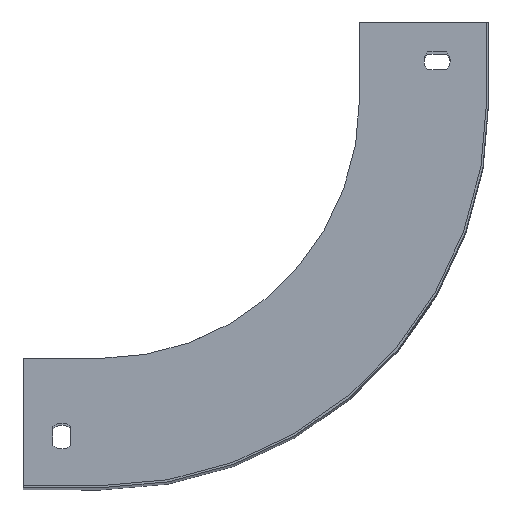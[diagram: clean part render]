
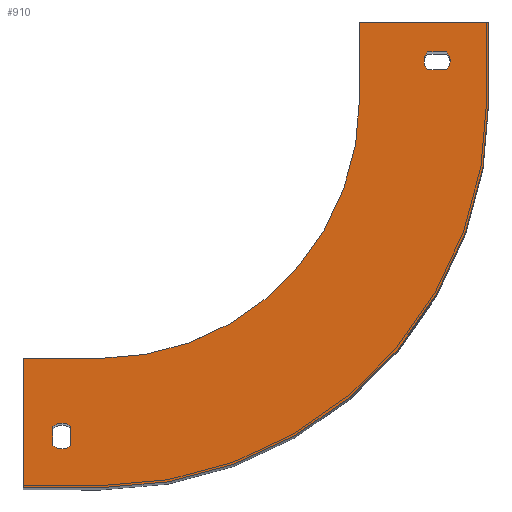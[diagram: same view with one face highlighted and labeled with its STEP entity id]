
A CAD part, top view. The second image highlights one B-rep face of the part: STEP entity #910.
In plain terms, the highlighted planar face has unit normal (0, 0, 1).
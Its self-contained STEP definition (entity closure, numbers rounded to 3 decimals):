
#48 = ORIENTED_EDGE ( 'NONE', *, *, #851, .T. ) ;
#182 = LINE ( 'NONE', #347, #188 ) ;
#188 = VECTOR ( 'NONE', #338, 1000. ) ;
#204 = CIRCLE ( 'NONE', #806, 5. ) ;
#214 = LINE ( 'NONE', #1257, #217 ) ;
#216 = CIRCLE ( 'NONE', #810, 150. ) ;
#217 = VECTOR ( 'NONE', #1254, 1000. ) ;
#219 = LINE ( 'NONE', #1229, #222 ) ;
#221 = LINE ( 'NONE', #1269, #224 ) ;
#222 = VECTOR ( 'NONE', #1223, 1000. ) ;
#223 = LINE ( 'NONE', #1267, #226 ) ;
#224 = VECTOR ( 'NONE', #1268, 1000. ) ;
#225 = CIRCLE ( 'NONE', #809, 100. ) ;
#226 = VECTOR ( 'NONE', #1266, 1000. ) ;
#227 = LINE ( 'NONE', #1251, #229 ) ;
#228 = CIRCLE ( 'NONE', #808, 5. ) ;
#229 = VECTOR ( 'NONE', #1246, 1000. ) ;
#230 = LINE ( 'NONE', #1265, #232 ) ;
#231 = CIRCLE ( 'NONE', #807, 5. ) ;
#232 = VECTOR ( 'NONE', #1263, 1000. ) ;
#233 = LINE ( 'NONE', #1259, #235 ) ;
#234 = LINE ( 'NONE', #1247, #237 ) ;
#235 = VECTOR ( 'NONE', #1258, 1000. ) ;
#237 = VECTOR ( 'NONE', #1244, 1000. ) ;
#238 = LINE ( 'NONE', #1245, #240 ) ;
#239 = CIRCLE ( 'NONE', #805, 5. ) ;
#240 = VECTOR ( 'NONE', #1252, 1000. ) ;
#284 = AXIS2_PLACEMENT_3D ( 'NONE', #372, #386, #383 ) ;
#338 = DIRECTION ( 'NONE',  ( 1., 0., 0. ) ) ;
#347 = CARTESIAN_POINT ( 'NONE',  ( 0., -50., 0.8 ) ) ;
#372 = CARTESIAN_POINT ( 'NONE',  ( 30., 100., 0.8 ) ) ;
#383 = DIRECTION ( 'NONE',  ( 1., 0., 0. ) ) ;
#386 = DIRECTION ( 'NONE',  ( 0., 0., 1. ) ) ;
#389 = PLANE ( 'NONE',  #284 ) ;
#405 = VERTEX_POINT ( 'NONE', #1203 ) ;
#406 = VERTEX_POINT ( 'NONE', #1177 ) ;
#409 = VERTEX_POINT ( 'NONE', #1137 ) ;
#411 = VERTEX_POINT ( 'NONE', #1159 ) ;
#412 = VERTEX_POINT ( 'NONE', #1171 ) ;
#437 = EDGE_LOOP ( 'NONE', ( #579, #569, #48, #700, #699, #698, #697, #696 ) ) ;
#442 = EDGE_LOOP ( 'NONE', ( #695, #694, #693, #692 ) ) ;
#443 = EDGE_LOOP ( 'NONE', ( #691, #690, #689, #688 ) ) ;
#569 = ORIENTED_EDGE ( 'NONE', *, *, #832, .T. ) ;
#579 = ORIENTED_EDGE ( 'NONE', *, *, #850, .T. ) ;
#688 = ORIENTED_EDGE ( 'NONE', *, *, #865, .T. ) ;
#689 = ORIENTED_EDGE ( 'NONE', *, *, #864, .T. ) ;
#690 = ORIENTED_EDGE ( 'NONE', *, *, #863, .T. ) ;
#691 = ORIENTED_EDGE ( 'NONE', *, *, #862, .T. ) ;
#692 = ORIENTED_EDGE ( 'NONE', *, *, #861, .F. ) ;
#693 = ORIENTED_EDGE ( 'NONE', *, *, #860, .F. ) ;
#694 = ORIENTED_EDGE ( 'NONE', *, *, #859, .F. ) ;
#695 = ORIENTED_EDGE ( 'NONE', *, *, #858, .F. ) ;
#696 = ORIENTED_EDGE ( 'NONE', *, *, #857, .T. ) ;
#697 = ORIENTED_EDGE ( 'NONE', *, *, #856, .T. ) ;
#698 = ORIENTED_EDGE ( 'NONE', *, *, #855, .T. ) ;
#699 = ORIENTED_EDGE ( 'NONE', *, *, #854, .T. ) ;
#700 = ORIENTED_EDGE ( 'NONE', *, *, #853, .T. ) ;
#757 = VERTEX_POINT ( 'NONE', #1209 ) ;
#766 = VERTEX_POINT ( 'NONE', #1191 ) ;
#768 = VERTEX_POINT ( 'NONE', #1189 ) ;
#773 = VERTEX_POINT ( 'NONE', #1182 ) ;
#774 = VERTEX_POINT ( 'NONE', #1181 ) ;
#775 = VERTEX_POINT ( 'NONE', #1180 ) ;
#776 = VERTEX_POINT ( 'NONE', #1178 ) ;
#777 = VERTEX_POINT ( 'NONE', #1176 ) ;
#779 = VERTEX_POINT ( 'NONE', #1173 ) ;
#780 = VERTEX_POINT ( 'NONE', #1168 ) ;
#781 = VERTEX_POINT ( 'NONE', #1167 ) ;
#805 = AXIS2_PLACEMENT_3D ( 'NONE', #1234, #1233, #1232 ) ;
#806 = AXIS2_PLACEMENT_3D ( 'NONE', #1241, #1239, #1238 ) ;
#807 = AXIS2_PLACEMENT_3D ( 'NONE', #1250, #1249, #1248 ) ;
#808 = AXIS2_PLACEMENT_3D ( 'NONE', #1256, #1255, #1253 ) ;
#809 = AXIS2_PLACEMENT_3D ( 'NONE', #1262, #1261, #1260 ) ;
#810 = AXIS2_PLACEMENT_3D ( 'NONE', #1240, #1237, #1235 ) ;
#832 = EDGE_CURVE ( 'NONE', #757, #766, #182, .T. ) ;
#850 = EDGE_CURVE ( 'NONE', #768, #757, #214, .T. ) ;
#851 = EDGE_CURVE ( 'NONE', #766, #775, #216, .T. ) ;
#853 = EDGE_CURVE ( 'NONE', #775, #777, #219, .T. ) ;
#854 = EDGE_CURVE ( 'NONE', #777, #779, #221, .T. ) ;
#855 = EDGE_CURVE ( 'NONE', #779, #780, #223, .T. ) ;
#856 = EDGE_CURVE ( 'NONE', #780, #781, #225, .T. ) ;
#857 = EDGE_CURVE ( 'NONE', #781, #768, #227, .T. ) ;
#858 = EDGE_CURVE ( 'NONE', #776, #405, #228, .T. ) ;
#859 = EDGE_CURVE ( 'NONE', #773, #776, #230, .T. ) ;
#860 = EDGE_CURVE ( 'NONE', #406, #773, #231, .T. ) ;
#861 = EDGE_CURVE ( 'NONE', #405, #406, #233, .T. ) ;
#862 = EDGE_CURVE ( 'NONE', #774, #409, #234, .T. ) ;
#863 = EDGE_CURVE ( 'NONE', #409, #411, #204, .T. ) ;
#864 = EDGE_CURVE ( 'NONE', #411, #412, #238, .T. ) ;
#865 = EDGE_CURVE ( 'NONE', #412, #774, #239, .T. ) ;
#910 = ADVANCED_FACE ( 'NONE', ( #1046, #1056, #1052 ), #389, .T. ) ;
#1046 = FACE_OUTER_BOUND ( 'NONE', #437, .T. ) ;
#1052 = FACE_BOUND ( 'NONE', #443, .T. ) ;
#1056 = FACE_BOUND ( 'NONE', #442, .T. ) ;
#1137 = CARTESIAN_POINT ( 'NONE',  ( 156.429, 111.5, 0.8 ) ) ;
#1159 = CARTESIAN_POINT ( 'NONE',  ( 156.429, 118.5, 0.8 ) ) ;
#1167 = CARTESIAN_POINT ( 'NONE',  ( 30., 0., 0.8 ) ) ;
#1168 = CARTESIAN_POINT ( 'NONE',  ( 130., 100., 0.8 ) ) ;
#1171 = CARTESIAN_POINT ( 'NONE',  ( 163.571, 118.5, 0.8 ) ) ;
#1173 = CARTESIAN_POINT ( 'NONE',  ( 130., 130., 0.8 ) ) ;
#1176 = CARTESIAN_POINT ( 'NONE',  ( 180., 130., 0.8 ) ) ;
#1177 = CARTESIAN_POINT ( 'NONE',  ( 11.5, -33.571, 0.8 ) ) ;
#1178 = CARTESIAN_POINT ( 'NONE',  ( 18.5, -26.429, 0.8 ) ) ;
#1180 = CARTESIAN_POINT ( 'NONE',  ( 180., 100., 0.8 ) ) ;
#1181 = CARTESIAN_POINT ( 'NONE',  ( 163.571, 111.5, 0.8 ) ) ;
#1182 = CARTESIAN_POINT ( 'NONE',  ( 18.5, -33.571, 0.8 ) ) ;
#1189 = CARTESIAN_POINT ( 'NONE',  ( 0., 0., 0.8 ) ) ;
#1191 = CARTESIAN_POINT ( 'NONE',  ( 30., -50., 0.8 ) ) ;
#1203 = CARTESIAN_POINT ( 'NONE',  ( 11.5, -26.429, 0.8 ) ) ;
#1209 = CARTESIAN_POINT ( 'NONE',  ( 0., -50., 0.8 ) ) ;
#1223 = DIRECTION ( 'NONE',  ( 0., 1., 0. ) ) ;
#1229 = CARTESIAN_POINT ( 'NONE',  ( 180., 130., 0.8 ) ) ;
#1232 = DIRECTION ( 'NONE',  ( 0., -1., 0. ) ) ;
#1233 = DIRECTION ( 'NONE',  ( 0., 0., -1. ) ) ;
#1234 = CARTESIAN_POINT ( 'NONE',  ( 160., 115., 0.8 ) ) ;
#1235 = DIRECTION ( 'NONE',  ( 1., 0., 0. ) ) ;
#1237 = DIRECTION ( 'NONE',  ( 0., 0., 1. ) ) ;
#1238 = DIRECTION ( 'NONE',  ( 0., -1., 0. ) ) ;
#1239 = DIRECTION ( 'NONE',  ( 0., 0., -1. ) ) ;
#1240 = CARTESIAN_POINT ( 'NONE',  ( 30., 100., 0.8 ) ) ;
#1241 = CARTESIAN_POINT ( 'NONE',  ( 160., 115., 0.8 ) ) ;
#1244 = DIRECTION ( 'NONE',  ( -1., 0., 0. ) ) ;
#1245 = CARTESIAN_POINT ( 'NONE',  ( 163.571, 118.5, 0.8 ) ) ;
#1246 = DIRECTION ( 'NONE',  ( -1., 0., 0. ) ) ;
#1247 = CARTESIAN_POINT ( 'NONE',  ( 163.571, 111.5, 0.8 ) ) ;
#1248 = DIRECTION ( 'NONE',  ( 1., 0., 0. ) ) ;
#1249 = DIRECTION ( 'NONE',  ( 0., 0., 1. ) ) ;
#1250 = CARTESIAN_POINT ( 'NONE',  ( 15., -30., 0.8 ) ) ;
#1251 = CARTESIAN_POINT ( 'NONE',  ( 0., 0., 0.8 ) ) ;
#1252 = DIRECTION ( 'NONE',  ( 1., 0., 0. ) ) ;
#1253 = DIRECTION ( 'NONE',  ( 1., 0., 0. ) ) ;
#1254 = DIRECTION ( 'NONE',  ( 0., -1., 0. ) ) ;
#1255 = DIRECTION ( 'NONE',  ( 0., 0., 1. ) ) ;
#1256 = CARTESIAN_POINT ( 'NONE',  ( 15., -30., 0.8 ) ) ;
#1257 = CARTESIAN_POINT ( 'NONE',  ( 0., 0., 0.8 ) ) ;
#1258 = DIRECTION ( 'NONE',  ( 0., -1., 0. ) ) ;
#1259 = CARTESIAN_POINT ( 'NONE',  ( 11.5, -33.571, 0.8 ) ) ;
#1260 = DIRECTION ( 'NONE',  ( 1., 0., 0. ) ) ;
#1261 = DIRECTION ( 'NONE',  ( 0., 0., -1. ) ) ;
#1262 = CARTESIAN_POINT ( 'NONE',  ( 30., 100., 0.8 ) ) ;
#1263 = DIRECTION ( 'NONE',  ( 0., 1., 0. ) ) ;
#1265 = CARTESIAN_POINT ( 'NONE',  ( 18.5, -33.571, 0.8 ) ) ;
#1266 = DIRECTION ( 'NONE',  ( 0., -1., 0. ) ) ;
#1267 = CARTESIAN_POINT ( 'NONE',  ( 130., 130., 0.8 ) ) ;
#1268 = DIRECTION ( 'NONE',  ( -1., 0., 0. ) ) ;
#1269 = CARTESIAN_POINT ( 'NONE',  ( 180., 130., 0.8 ) ) ;
